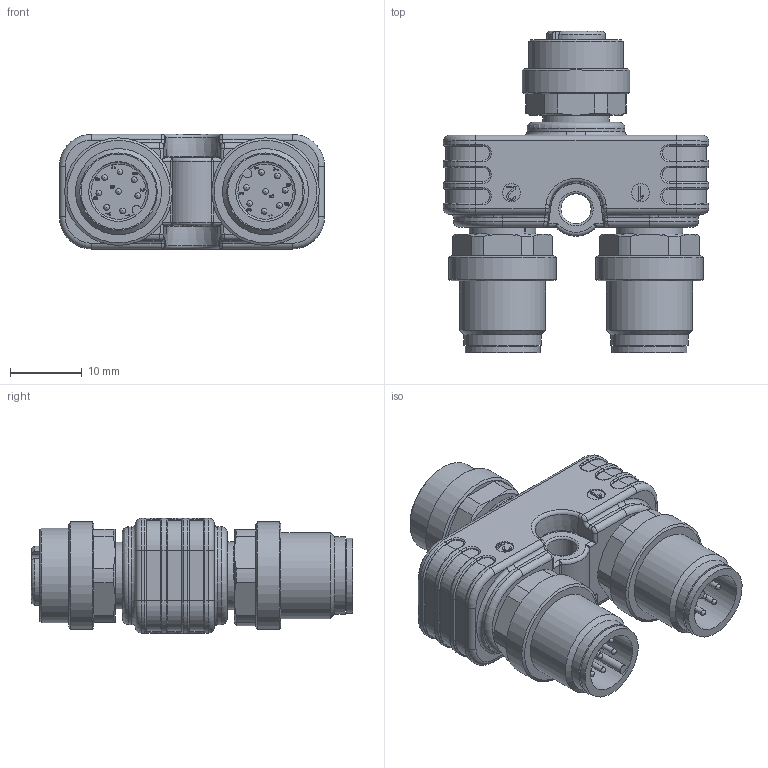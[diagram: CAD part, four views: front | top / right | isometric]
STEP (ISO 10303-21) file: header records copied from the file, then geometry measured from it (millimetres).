
FILE_DESCRIPTION(/* description */ (''),/* implementation_level */ '2;1');
FILE_NAME(/* name */ 'Y-WAKS8-2WASS8.stp',/* time_stamp */ '2023-05-30T13:03:27+02:00',/* author */ ('ESCHA GmbH & Co. KG'),/* organization */ ('ESCHA GmbH & Co. KG'),/* preprocessor_version */ 'ST-DEVELOPER v16',/* originating_system */ 'SIEMENS PLM Software NX 10.0',/* authorisation */ '');
FILE_SCHEMA (('AUTOMOTIVE_DESIGN { 1 0 10303 214 3 1 1 1 }'));
Length unit declared in the file: millimetre
Products named in the file (1): 5019978___Umspritzung_part_125426
Bounding box: 37 x 44.8 x 16.1 mm (x, y, z)
Volume: 11778.2 mm3; surface area: 6325.2 mm2
Topology: 1 solids, 1 shells, 914 faces, 2344 edges, 1497 vertices
Faces by surface type: plane 314, extrusion 232, cylinder 221, torus 63, cone 38, bspline 30, sphere 16
Full cylindrical faces by diameter (mm): 0.8 x16, 0.9 x8, 2.5 x4, 4.2 x1, 8.3 x2, 10.5 x2, 10.8 x2, 11.04 x1, 12 x2, 12.3 x1, 13.2 x1, 13.65 x1, 15 x3
Entity records: 29747 total; most frequent: CARTESIAN_POINT 9424, ORIENTED_EDGE 4402, DIRECTION 3540, EDGE_CURVE 2201, VERTEX_POINT 1445, AXIS2_PLACEMENT_3D 1208, VECTOR 1124, EDGE_LOOP 1072
